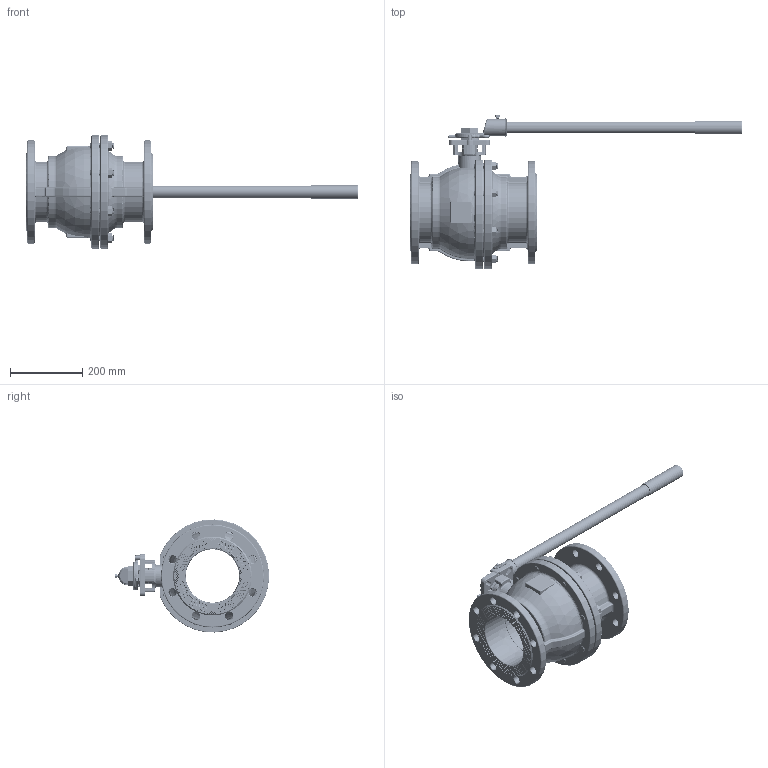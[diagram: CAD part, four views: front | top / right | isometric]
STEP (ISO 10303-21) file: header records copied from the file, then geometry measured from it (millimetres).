
FILE_DESCRIPTION((''),'2;1');
FILE_NAME('DN150_ASM','2013-04-15T',('k3'),(''),'PRO/ENGINEER BY PARAMETRIC TECHNOLOGY CORPORATION, 2010280','PRO/ENGINEER BY PARAMETRIC TECHNOLOGY CORPORATION, 2010280','');
FILE_SCHEMA(('CONFIG_CONTROL_DESIGN'));
Products named in the file (20): T-150; DN150-QIUDIAN; DN150-XBP; DN150-ZHOUXIN; DN150-GANGQIU; DN150-DABOPIAN; G-150; DN50-0-XINGQUAN; DN150-ZHONGKOU; DN150-TAOTONG; DN150-LM-M33; DN150-FANGZHUANPIAN; DN150-BASHOUTOU; DN150-DINGWEIXIAO; DN150-BASHOUGAN; DN150-BASHOUTAO; DN150-BSLM-M8X15; DN150-LG-M16X65; DN150-LM-M16; DN150_ASM
Assembly tree (36 placements, depth 2):
  DN150_ASM
    T-150
    DN150-QIUDIAN  x2
    DN150-XBP
    DN150-ZHOUXIN
    DN150-GANGQIU
    DN150-DABOPIAN
    G-150
    DN50-0-XINGQUAN
    DN150-ZHONGKOU
    DN150-TAOTONG  x2
    DN150-LM-M33  x2
    DN150-FANGZHUANPIAN
    DN150-BASHOUTOU
    DN150-DINGWEIXIAO
    DN150-BASHOUGAN
    DN150-BASHOUTAO
    DN150-BSLM-M8X15
    DN150-LG-M16X65  x8
    DN150-LM-M16  x8
Bounding box: 918.5 x 426.5 x 312.81 mm (x, y, z)
Volume: 8989245.8 mm3; surface area: 1476249.6 mm2
Topology: 38 solids, 38 shells, 2941 faces, 8266 edges, 5524 vertices
Faces by surface type: cone 808, plane 791, bspline 713, cylinder 463, torus 142, sphere 24
Entity records: 160212 total; most frequent: CARTESIAN_POINT 106394, ORIENTED_EDGE 11688, DIRECTION 10299, EDGE_CURVE 5844, AXIS2_PLACEMENT_3D 3914, VERTEX_POINT 3705, EDGE_LOOP 2551, VECTOR 2471
